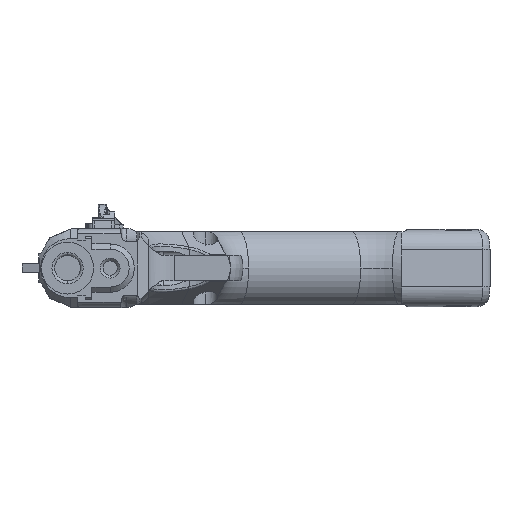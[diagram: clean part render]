
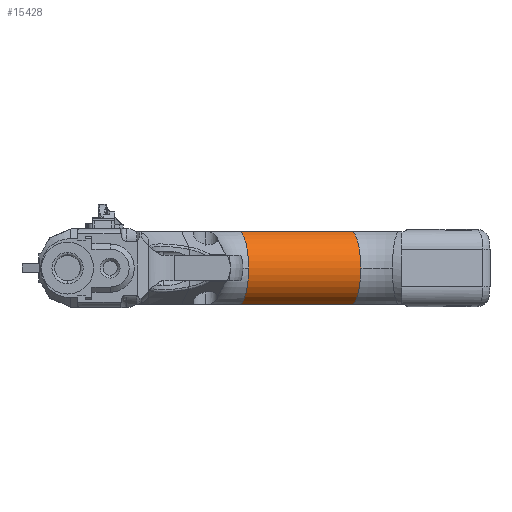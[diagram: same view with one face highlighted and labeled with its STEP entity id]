
A CAD part, left-side view. The second image highlights one B-rep face of the part: STEP entity #15428.
In plain terms, the highlighted cylindrical face has radius 13.826 mm (diameter 27.651 mm), a partial arc.
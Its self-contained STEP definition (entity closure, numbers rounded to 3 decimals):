
#45 = VERTEX_POINT ( 'NONE', #374 ) ;
#303 = DIRECTION ( 'NONE',  ( 0.309, -0.951, 0. ) ) ;
#347 = CARTESIAN_POINT ( 'NONE',  ( -9.367, 56.658, -12.8 ) ) ;
#374 = CARTESIAN_POINT ( 'NONE',  ( 3.468, 17.158, 12.8 ) ) ;
#660 = DIRECTION ( 'NONE',  ( 0.309, -0.951, 0. ) ) ;
#1148 = AXIS2_PLACEMENT_3D ( 'NONE', #5390, #2049, #2462 ) ;
#1198 = CARTESIAN_POINT ( 'NONE',  ( -4.711, 14.5, 0. ) ) ;
#1524 = EDGE_LOOP ( 'NONE', ( #8400, #20457, #10582, #17955, #13665, #10338 ) ) ;
#1712 = CARTESIAN_POINT ( 'NONE',  ( -9.367, 56.658, -12.8 ) ) ;
#2049 = DIRECTION ( 'NONE',  ( 0.309, -0.951, 0. ) ) ;
#2204 = CARTESIAN_POINT ( 'NONE',  ( 8.438, 18.772, 0. ) ) ;
#2462 = DIRECTION ( 'NONE',  ( 0.951, 0.309, 0. ) ) ;
#2867 = DIRECTION ( 'NONE',  ( 0.309, -0.951, 0. ) ) ;
#3077 = CARTESIAN_POINT ( 'NONE',  ( -4.397, 58.272, 0. ) ) ;
#3275 = VERTEX_POINT ( 'NONE', #1198 ) ;
#3290 = EDGE_CURVE ( 'NONE', #18889, #5779, #4976, .T. ) ;
#4339 = CARTESIAN_POINT ( 'NONE',  ( 3.468, 17.158, -12.8 ) ) ;
#4551 = VERTEX_POINT ( 'NONE', #4339 ) ;
#4751 = DIRECTION ( 'NONE',  ( 0.309, -0.951, 0. ) ) ;
#4976 = CIRCLE ( 'NONE', #7633, 13.826 ) ;
#5037 = DIRECTION ( 'NONE',  ( 0.309, -0.951, 0. ) ) ;
#5103 = DIRECTION ( 'NONE',  ( -0.951, -0.309, 0. ) ) ;
#5147 = LINE ( 'NONE', #347, #18031 ) ;
#5390 = CARTESIAN_POINT ( 'NONE',  ( -4.397, 58.272, 0. ) ) ;
#5779 = VERTEX_POINT ( 'NONE', #1712 ) ;
#6106 = DIRECTION ( 'NONE',  ( -0.951, -0.309, 0. ) ) ;
#6299 = AXIS2_PLACEMENT_3D ( 'NONE', #2204, #8464, #16678 ) ;
#7102 = AXIS2_PLACEMENT_3D ( 'NONE', #9475, #303, #5103 ) ;
#7253 = CYLINDRICAL_SURFACE ( 'NONE', #1148, 13.826 ) ;
#7444 = EDGE_CURVE ( 'NONE', #3275, #4551, #14285, .T. ) ;
#7633 = AXIS2_PLACEMENT_3D ( 'NONE', #3077, #2867, #20468 ) ;
#7716 = CIRCLE ( 'NONE', #12725, 13.826 ) ;
#7876 = CARTESIAN_POINT ( 'NONE',  ( -17.546, 54., 0. ) ) ;
#8400 = ORIENTED_EDGE ( 'NONE', *, *, #17862, .T. ) ;
#8464 = DIRECTION ( 'NONE',  ( 0.309, -0.951, 0. ) ) ;
#9475 = CARTESIAN_POINT ( 'NONE',  ( 8.438, 18.772, 0. ) ) ;
#10103 = EDGE_CURVE ( 'NONE', #11556, #45, #11597, .T. ) ;
#10338 = ORIENTED_EDGE ( 'NONE', *, *, #10103, .F. ) ;
#10582 = ORIENTED_EDGE ( 'NONE', *, *, #12416, .T. ) ;
#11103 = CARTESIAN_POINT ( 'NONE',  ( -4.397, 58.272, 0. ) ) ;
#11386 = CARTESIAN_POINT ( 'NONE',  ( -9.367, 56.658, 12.8 ) ) ;
#11556 = VERTEX_POINT ( 'NONE', #15362 ) ;
#11597 = LINE ( 'NONE', #11386, #20179 ) ;
#11640 = FACE_OUTER_BOUND ( 'NONE', #1524, .T. ) ;
#12416 = EDGE_CURVE ( 'NONE', #5779, #4551, #5147, .T. ) ;
#12725 = AXIS2_PLACEMENT_3D ( 'NONE', #11103, #4751, #6106 ) ;
#13665 = ORIENTED_EDGE ( 'NONE', *, *, #13760, .F. ) ;
#13760 = EDGE_CURVE ( 'NONE', #45, #3275, #17738, .T. ) ;
#14285 = CIRCLE ( 'NONE', #6299, 13.826 ) ;
#15362 = CARTESIAN_POINT ( 'NONE',  ( -9.367, 56.658, 12.8 ) ) ;
#15428 = ADVANCED_FACE ( 'NONE', ( #11640 ), #7253, .T. ) ;
#16678 = DIRECTION ( 'NONE',  ( -0.951, -0.309, 0. ) ) ;
#17738 = CIRCLE ( 'NONE', #7102, 13.826 ) ;
#17862 = EDGE_CURVE ( 'NONE', #11556, #18889, #7716, .T. ) ;
#17955 = ORIENTED_EDGE ( 'NONE', *, *, #7444, .F. ) ;
#18031 = VECTOR ( 'NONE', #660, 1000. ) ;
#18889 = VERTEX_POINT ( 'NONE', #7876 ) ;
#20179 = VECTOR ( 'NONE', #5037, 1000. ) ;
#20457 = ORIENTED_EDGE ( 'NONE', *, *, #3290, .T. ) ;
#20468 = DIRECTION ( 'NONE',  ( -0.951, -0.309, 0. ) ) ;
